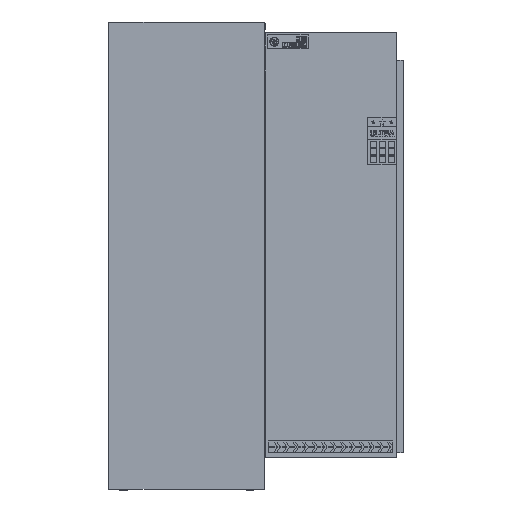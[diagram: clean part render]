
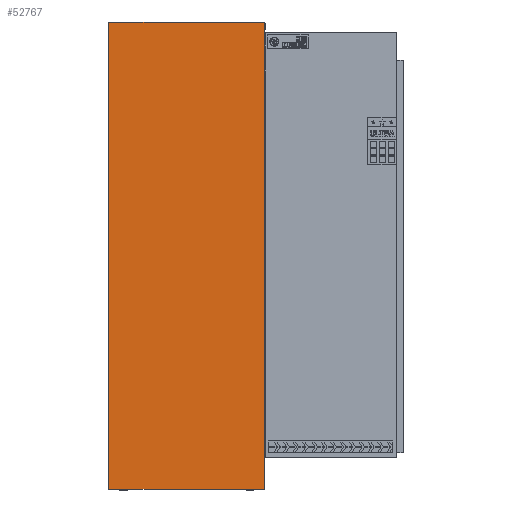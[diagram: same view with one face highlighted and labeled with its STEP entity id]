
A CAD part, left-side view. The second image highlights one B-rep face of the part: STEP entity #52767.
In plain terms, the highlighted planar face has unit normal (-1, 0, 0).
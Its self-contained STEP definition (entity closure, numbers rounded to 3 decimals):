
#5680=FACE_OUTER_BOUND('',#9010,.T.);
#9010=EDGE_LOOP('',(#45159,#45160,#45161,#45162));
#14426=LINE('',#86111,#19839);
#14432=LINE('',#86122,#19845);
#14433=LINE('',#86124,#19846);
#14434=LINE('',#86125,#19847);
#19839=VECTOR('',#68854,10.);
#19845=VECTOR('',#68864,10.);
#19846=VECTOR('',#68865,10.);
#19847=VECTOR('',#68866,10.);
#24514=VERTEX_POINT('',#86108);
#24515=VERTEX_POINT('',#86110);
#24518=VERTEX_POINT('',#86121);
#24519=VERTEX_POINT('',#86123);
#31437=EDGE_CURVE('',#24514,#24515,#14426,.T.);
#31443=EDGE_CURVE('',#24518,#24514,#14432,.T.);
#31444=EDGE_CURVE('',#24519,#24518,#14433,.T.);
#31445=EDGE_CURVE('',#24515,#24519,#14434,.T.);
#45159=ORIENTED_EDGE('',*,*,#31437,.F.);
#45160=ORIENTED_EDGE('',*,*,#31443,.F.);
#45161=ORIENTED_EDGE('',*,*,#31444,.F.);
#45162=ORIENTED_EDGE('',*,*,#31445,.F.);
#47366=PLANE('',#56394);
#52767=ADVANCED_FACE('',(#5680),#47366,.T.);
#56394=AXIS2_PLACEMENT_3D('',#86120,#68862,#68863);
#68854=DIRECTION('',(0.,0.,-1.));
#68862=DIRECTION('center_axis',(-1.,0.,0.));
#68863=DIRECTION('ref_axis',(0.,-1.,0.));
#68864=DIRECTION('',(0.,-1.,0.));
#68865=DIRECTION('',(0.,0.,1.));
#68866=DIRECTION('',(0.,1.,0.));
#86108=CARTESIAN_POINT('',(-596.88,-325.,975.));
#86110=CARTESIAN_POINT('',(-596.88,-325.,-975.));
#86111=CARTESIAN_POINT('',(-596.88,-325.,0.));
#86120=CARTESIAN_POINT('Origin',(-596.88,325.,0.));
#86121=CARTESIAN_POINT('',(-596.88,325.,975.));
#86122=CARTESIAN_POINT('',(-596.88,325.,975.));
#86123=CARTESIAN_POINT('',(-596.88,325.,-975.));
#86124=CARTESIAN_POINT('',(-596.88,325.,0.));
#86125=CARTESIAN_POINT('',(-596.88,325.,-975.));
